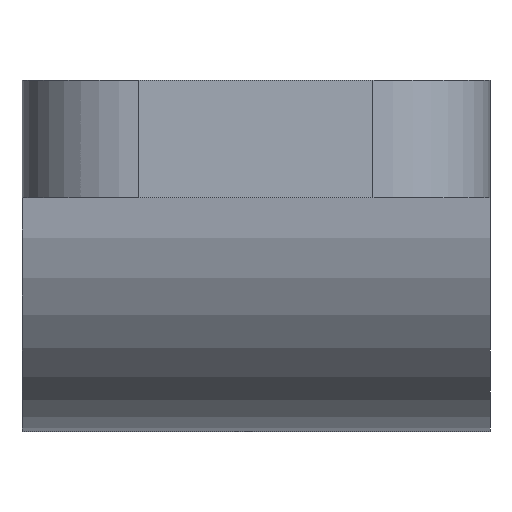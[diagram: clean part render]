
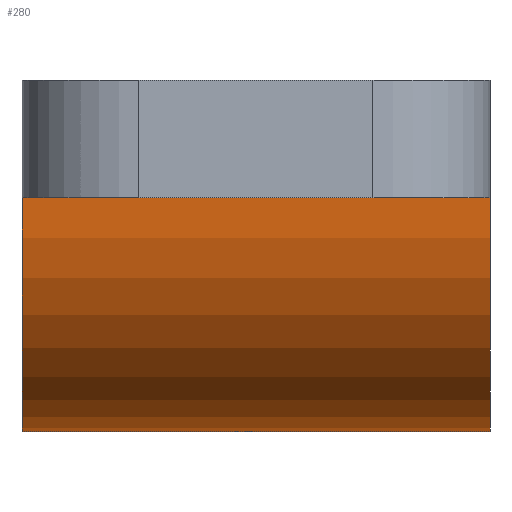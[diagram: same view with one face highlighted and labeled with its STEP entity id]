
A CAD part, front view. The second image highlights one B-rep face of the part: STEP entity #280.
In plain terms, the highlighted cylindrical face has radius 4 mm (diameter 8 mm), a partial arc.
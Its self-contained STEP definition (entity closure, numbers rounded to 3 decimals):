
#39=FACE_OUTER_BOUND('',#56,.T.);
#56=EDGE_LOOP('',(#241,#242,#243,#244));
#63=LINE('',#422,#90);
#85=LINE('',#477,#112);
#90=VECTOR('',#339,10.);
#112=VECTOR('',#393,10.);
#122=CIRCLE('',#319,4.);
#123=CIRCLE('',#320,4.);
#130=VERTEX_POINT('',#419);
#131=VERTEX_POINT('',#421);
#147=VERTEX_POINT('',#473);
#148=VERTEX_POINT('',#475);
#156=EDGE_CURVE('',#130,#131,#63,.T.);
#184=EDGE_CURVE('',#147,#148,#85,.T.);
#185=EDGE_CURVE('',#130,#147,#122,.T.);
#186=EDGE_CURVE('',#131,#148,#123,.T.);
#241=ORIENTED_EDGE('',*,*,#185,.T.);
#242=ORIENTED_EDGE('',*,*,#184,.T.);
#243=ORIENTED_EDGE('',*,*,#186,.F.);
#244=ORIENTED_EDGE('',*,*,#156,.F.);
#267=CYLINDRICAL_SURFACE('',#318,4.);
#280=ADVANCED_FACE('',(#39),#267,.T.);
#318=AXIS2_PLACEMENT_3D('',#478,#394,#395);
#319=AXIS2_PLACEMENT_3D('',#479,#396,#397);
#320=AXIS2_PLACEMENT_3D('',#480,#398,#399);
#339=DIRECTION('',(1.,0.,0.));
#393=DIRECTION('',(1.,0.,0.));
#394=DIRECTION('center_axis',(1.,0.,0.));
#395=DIRECTION('ref_axis',(0.,-1.,0.));
#396=DIRECTION('center_axis',(1.,0.,0.));
#397=DIRECTION('ref_axis',(0.,-1.,0.));
#398=DIRECTION('center_axis',(1.,0.,0.));
#399=DIRECTION('ref_axis',(0.,-1.,0.));
#419=CARTESIAN_POINT('',(-433.,-156.76,-82.));
#421=CARTESIAN_POINT('',(-425.,-156.76,-82.));
#422=CARTESIAN_POINT('',(-433.,-156.76,-82.));
#473=CARTESIAN_POINT('',(-433.,-148.76,-82.));
#475=CARTESIAN_POINT('',(-425.,-148.76,-82.));
#477=CARTESIAN_POINT('',(-433.,-148.76,-82.));
#478=CARTESIAN_POINT('Origin',(-433.,-152.76,-82.));
#479=CARTESIAN_POINT('Origin',(-433.,-152.76,-82.));
#480=CARTESIAN_POINT('Origin',(-425.,-152.76,-82.));
